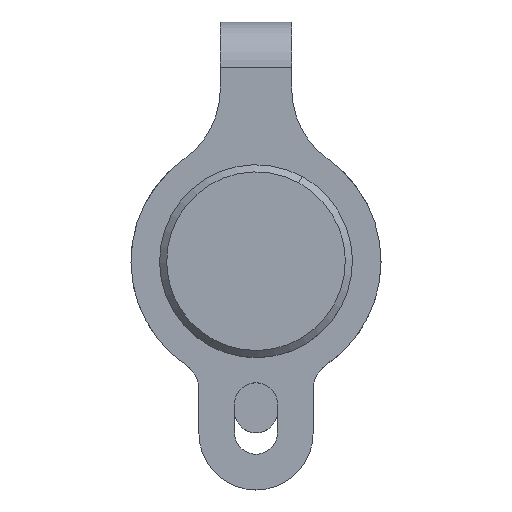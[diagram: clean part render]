
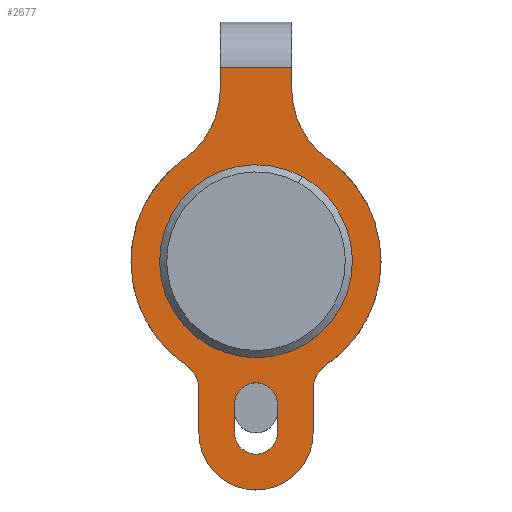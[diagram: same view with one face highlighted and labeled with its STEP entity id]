
A CAD part, top view. The second image highlights one B-rep face of the part: STEP entity #2677.
In plain terms, the highlighted planar face has unit normal (0, 0, 1).
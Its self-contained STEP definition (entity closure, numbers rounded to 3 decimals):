
#1942=CARTESIAN_POINT('Vertex',(-4.884,-7.26,82.174)) ;
#1956=CARTESIAN_POINT('Vertex',(-4.,-8.92,82.174)) ;
#1959=CARTESIAN_POINT('Axis2P3D Location',(-6.,-8.92,82.174)) ;
#1987=CARTESIAN_POINT('Vertex',(-4.,-12.,82.174)) ;
#1990=CARTESIAN_POINT('Line Origine',(-4.,-10.46,82.174)) ;
#2018=CARTESIAN_POINT('Vertex',(4.,-12.,82.174)) ;
#2021=CARTESIAN_POINT('Axis2P3D Location',(0.,-12.,82.174)) ;
#2049=CARTESIAN_POINT('Vertex',(4.,-8.92,82.174)) ;
#2052=CARTESIAN_POINT('Line Origine',(4.,-10.46,82.174)) ;
#2080=CARTESIAN_POINT('Vertex',(4.884,-7.26,82.174)) ;
#2083=CARTESIAN_POINT('Axis2P3D Location',(6.,-8.92,82.174)) ;
#2100=CARTESIAN_POINT('Axis2P3D Location',(0.,0.,82.174)) ;
#2104=CARTESIAN_POINT('Vertex',(6.,0.,82.174)) ;
#2106=CARTESIAN_POINT('Vertex',(-6.,0.,82.174)) ;
#2135=CARTESIAN_POINT('Axis2P3D Location',(0.,0.,82.174)) ;
#2157=CARTESIAN_POINT('Line Origine',(-1.5,-11.,82.174)) ;
#2161=CARTESIAN_POINT('Vertex',(-1.5,-10.,82.174)) ;
#2163=CARTESIAN_POINT('Vertex',(-1.5,-12.,82.174)) ;
#2197=CARTESIAN_POINT('Axis2P3D Location',(0.,-10.,82.174)) ;
#2201=CARTESIAN_POINT('Vertex',(1.5,-10.,82.174)) ;
#2228=CARTESIAN_POINT('Line Origine',(1.5,-11.,82.174)) ;
#2232=CARTESIAN_POINT('Vertex',(1.5,-12.,82.174)) ;
#2259=CARTESIAN_POINT('Axis2P3D Location',(0.,-12.,82.174)) ;
#2334=CARTESIAN_POINT('Vertex',(-2.5,13.55,82.174)) ;
#2337=CARTESIAN_POINT('Line Origine',(0.,13.55,82.174)) ;
#2341=CARTESIAN_POINT('Vertex',(2.5,13.55,82.174)) ;
#2368=CARTESIAN_POINT('Axis2P3D Location',(0.,0.,82.174)) ;
#2372=CARTESIAN_POINT('Vertex',(-5.042,7.151,82.174)) ;
#2392=CARTESIAN_POINT('Axis2P3D Location',(-8.5,12.055,82.174)) ;
#2396=CARTESIAN_POINT('Vertex',(-2.5,12.055,82.174)) ;
#2473=CARTESIAN_POINT('Line Origine',(-2.5,12.802,82.174)) ;
#2629=CARTESIAN_POINT('Axis2P3D Location',(0.,0.,82.174)) ;
#2634=CARTESIAN_POINT('Axis2P3D Location',(8.5,12.055,82.174)) ;
#2638=CARTESIAN_POINT('Vertex',(5.042,7.151,82.174)) ;
#2640=CARTESIAN_POINT('Vertex',(2.5,12.055,82.174)) ;
#2643=CARTESIAN_POINT('Line Origine',(2.5,12.802,82.174)) ;
#2648=CARTESIAN_POINT('Axis2P3D Location',(0.,0.,82.174)) ;
#1960=DIRECTION('Axis2P3D Direction',(0.,0.,1.)) ;
#1991=DIRECTION('Vector Direction',(0.,1.,0.)) ;
#2022=DIRECTION('Axis2P3D Direction',(0.,0.,1.)) ;
#2053=DIRECTION('Vector Direction',(0.,1.,0.)) ;
#2084=DIRECTION('Axis2P3D Direction',(0.,0.,1.)) ;
#2101=DIRECTION('Axis2P3D Direction',(0.,0.,1.)) ;
#2136=DIRECTION('Axis2P3D Direction',(0.,0.,1.)) ;
#2158=DIRECTION('Vector Direction',(0.,1.,0.)) ;
#2198=DIRECTION('Axis2P3D Direction',(0.,0.,1.)) ;
#2229=DIRECTION('Vector Direction',(0.,1.,0.)) ;
#2260=DIRECTION('Axis2P3D Direction',(0.,0.,1.)) ;
#2338=DIRECTION('Vector Direction',(1.,0.,0.)) ;
#2369=DIRECTION('Axis2P3D Direction',(0.,0.,1.)) ;
#2393=DIRECTION('Axis2P3D Direction',(0.,0.,-1.)) ;
#2474=DIRECTION('Vector Direction',(0.,1.,0.)) ;
#2630=DIRECTION('Axis2P3D Direction',(0.,0.,1.)) ;
#2631=DIRECTION('Axis2P3D XDirection',(1.,0.,0.)) ;
#2635=DIRECTION('Axis2P3D Direction',(0.,0.,1.)) ;
#2644=DIRECTION('Vector Direction',(0.,1.,0.)) ;
#2649=DIRECTION('Axis2P3D Direction',(0.,0.,1.)) ;
#1961=AXIS2_PLACEMENT_3D('Circle Axis2P3D',#1959,#1960,$) ;
#2023=AXIS2_PLACEMENT_3D('Circle Axis2P3D',#2021,#2022,$) ;
#2085=AXIS2_PLACEMENT_3D('Circle Axis2P3D',#2083,#2084,$) ;
#2102=AXIS2_PLACEMENT_3D('Circle Axis2P3D',#2100,#2101,$) ;
#2137=AXIS2_PLACEMENT_3D('Circle Axis2P3D',#2135,#2136,$) ;
#2199=AXIS2_PLACEMENT_3D('Circle Axis2P3D',#2197,#2198,$) ;
#2261=AXIS2_PLACEMENT_3D('Circle Axis2P3D',#2259,#2260,$) ;
#2370=AXIS2_PLACEMENT_3D('Circle Axis2P3D',#2368,#2369,$) ;
#2394=AXIS2_PLACEMENT_3D('Circle Axis2P3D',#2392,#2393,$) ;
#2632=AXIS2_PLACEMENT_3D('Plane Axis2P3D',#2629,#2630,#2631) ;
#2636=AXIS2_PLACEMENT_3D('Circle Axis2P3D',#2634,#2635,$) ;
#2650=AXIS2_PLACEMENT_3D('Circle Axis2P3D',#2648,#2649,$) ;
#2654=ORIENTED_EDGE('',*,*,#2642,.T.) ;
#2655=ORIENTED_EDGE('',*,*,#2647,.F.) ;
#2656=ORIENTED_EDGE('',*,*,#2343,.F.) ;
#2657=ORIENTED_EDGE('',*,*,#2477,.T.) ;
#2658=ORIENTED_EDGE('',*,*,#2398,.T.) ;
#2659=ORIENTED_EDGE('',*,*,#2374,.T.) ;
#2660=ORIENTED_EDGE('',*,*,#1963,.T.) ;
#2661=ORIENTED_EDGE('',*,*,#1994,.T.) ;
#2662=ORIENTED_EDGE('',*,*,#2025,.T.) ;
#2663=ORIENTED_EDGE('',*,*,#2056,.T.) ;
#2664=ORIENTED_EDGE('',*,*,#2087,.T.) ;
#2665=ORIENTED_EDGE('',*,*,#2652,.T.) ;
#2668=ORIENTED_EDGE('',*,*,#2263,.F.) ;
#2669=ORIENTED_EDGE('',*,*,#2165,.F.) ;
#2670=ORIENTED_EDGE('',*,*,#2203,.F.) ;
#2671=ORIENTED_EDGE('',*,*,#2234,.F.) ;
#2674=ORIENTED_EDGE('',*,*,#2139,.F.) ;
#2675=ORIENTED_EDGE('',*,*,#2108,.F.) ;
#2672=FACE_BOUND('',#2667,.T.) ;
#2676=FACE_BOUND('',#2673,.T.) ;
#1992=VECTOR('Line Direction',#1991,1.) ;
#2054=VECTOR('Line Direction',#2053,1.) ;
#2159=VECTOR('Line Direction',#2158,1.) ;
#2230=VECTOR('Line Direction',#2229,1.) ;
#2339=VECTOR('Line Direction',#2338,1.) ;
#2475=VECTOR('Line Direction',#2474,1.) ;
#2645=VECTOR('Line Direction',#2644,1.) ;
#2677=ADVANCED_FACE('PartBody',(#2666,#2672,#2676),#2633,.T.) ;
#1962=CIRCLE('generated circle',#1961,2.) ;
#2024=CIRCLE('generated circle',#2023,4.) ;
#2086=CIRCLE('generated circle',#2085,2.) ;
#2103=CIRCLE('generated circle',#2102,6.) ;
#2138=CIRCLE('generated circle',#2137,6.) ;
#2200=CIRCLE('generated circle',#2199,1.5) ;
#2262=CIRCLE('generated circle',#2261,1.5) ;
#2371=CIRCLE('generated circle',#2370,8.75) ;
#2395=CIRCLE('generated circle',#2394,6.) ;
#2637=CIRCLE('generated circle',#2636,6.) ;
#2651=CIRCLE('generated circle',#2650,8.75) ;
#1963=EDGE_CURVE('',#1943,#1957,#1962,.F.) ;
#1994=EDGE_CURVE('',#1957,#1988,#1993,.F.) ;
#2025=EDGE_CURVE('',#1988,#2019,#2024,.T.) ;
#2056=EDGE_CURVE('',#2019,#2050,#2055,.T.) ;
#2087=EDGE_CURVE('',#2050,#2081,#2086,.F.) ;
#2108=EDGE_CURVE('',#2105,#2107,#2103,.T.) ;
#2139=EDGE_CURVE('',#2107,#2105,#2138,.T.) ;
#2165=EDGE_CURVE('',#2162,#2164,#2160,.F.) ;
#2203=EDGE_CURVE('',#2202,#2162,#2200,.T.) ;
#2234=EDGE_CURVE('',#2233,#2202,#2231,.T.) ;
#2263=EDGE_CURVE('',#2164,#2233,#2262,.T.) ;
#2343=EDGE_CURVE('',#2335,#2342,#2340,.T.) ;
#2374=EDGE_CURVE('',#2373,#1943,#2371,.T.) ;
#2398=EDGE_CURVE('',#2397,#2373,#2395,.T.) ;
#2477=EDGE_CURVE('',#2335,#2397,#2476,.F.) ;
#2642=EDGE_CURVE('',#2639,#2641,#2637,.F.) ;
#2647=EDGE_CURVE('',#2342,#2641,#2646,.F.) ;
#2652=EDGE_CURVE('',#2081,#2639,#2651,.T.) ;
#2653=EDGE_LOOP('',(#2654,#2655,#2656,#2657,#2658,#2659,#2660,#2661,#2662,#2663,#2664,#2665)) ;
#2667=EDGE_LOOP('',(#2668,#2669,#2670,#2671)) ;
#2673=EDGE_LOOP('',(#2674,#2675)) ;
#2666=FACE_OUTER_BOUND('',#2653,.T.) ;
#1993=LINE('Line',#1990,#1992) ;
#2055=LINE('Line',#2052,#2054) ;
#2160=LINE('Line',#2157,#2159) ;
#2231=LINE('Line',#2228,#2230) ;
#2340=LINE('Line',#2337,#2339) ;
#2476=LINE('Line',#2473,#2475) ;
#2646=LINE('Line',#2643,#2645) ;
#2633=PLANE('',#2632) ;
#1943=VERTEX_POINT('',#1942) ;
#1957=VERTEX_POINT('',#1956) ;
#1988=VERTEX_POINT('',#1987) ;
#2019=VERTEX_POINT('',#2018) ;
#2050=VERTEX_POINT('',#2049) ;
#2081=VERTEX_POINT('',#2080) ;
#2105=VERTEX_POINT('',#2104) ;
#2107=VERTEX_POINT('',#2106) ;
#2162=VERTEX_POINT('',#2161) ;
#2164=VERTEX_POINT('',#2163) ;
#2202=VERTEX_POINT('',#2201) ;
#2233=VERTEX_POINT('',#2232) ;
#2335=VERTEX_POINT('',#2334) ;
#2342=VERTEX_POINT('',#2341) ;
#2373=VERTEX_POINT('',#2372) ;
#2397=VERTEX_POINT('',#2396) ;
#2639=VERTEX_POINT('',#2638) ;
#2641=VERTEX_POINT('',#2640) ;
